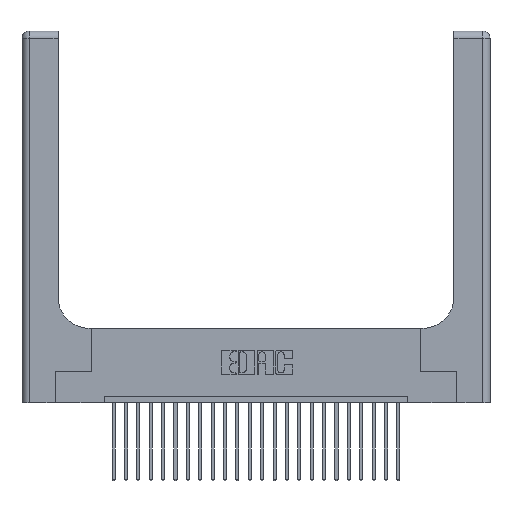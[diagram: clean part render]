
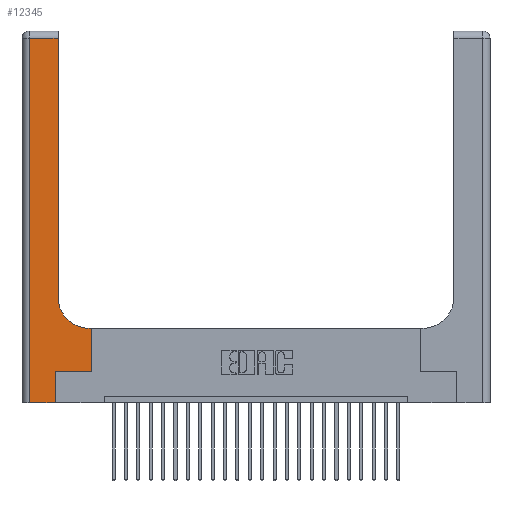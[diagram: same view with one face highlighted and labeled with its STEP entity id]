
A CAD part, top view. The second image highlights one B-rep face of the part: STEP entity #12345.
In plain terms, the highlighted planar face has unit normal (0, 0, 1).
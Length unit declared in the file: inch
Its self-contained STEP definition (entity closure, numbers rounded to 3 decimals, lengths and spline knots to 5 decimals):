
#112 = DIRECTION ( 'NONE',  ( 1., 0., 0. ) ) ;
#355 = CARTESIAN_POINT ( 'NONE',  ( 0.06, 0., 0.37 ) ) ;
#376 = DIRECTION ( 'NONE',  ( -1., 0., 0. ) ) ;
#502 = FACE_OUTER_BOUND ( 'NONE', #24118, .T. ) ;
#634 = VECTOR ( 'NONE', #10850, 39.37008 ) ;
#877 = DIRECTION ( 'NONE',  ( 1., 0., 0. ) ) ;
#1471 = CARTESIAN_POINT ( 'NONE',  ( 0.2915, 0.6, 0.37 ) ) ;
#2593 = CARTESIAN_POINT ( 'NONE',  ( 0.2915, 0.85, 0.37 ) ) ;
#2846 = ORIENTED_EDGE ( 'NONE', *, *, #6856, .T. ) ;
#3074 = VERTEX_POINT ( 'NONE', #355 ) ;
#3221 = DIRECTION ( 'NONE',  ( 0., -1., 0. ) ) ;
#4034 = EDGE_CURVE ( 'NONE', #3074, #17176, #22751, .T. ) ;
#4082 = VECTOR ( 'NONE', #23548, 39.37008 ) ;
#4335 = LINE ( 'NONE', #19266, #16123 ) ;
#5438 = VERTEX_POINT ( 'NONE', #18052 ) ;
#5835 = VECTOR ( 'NONE', #17878, 39.37008 ) ;
#6856 = EDGE_CURVE ( 'NONE', #5438, #11413, #18871, .T. ) ;
#6948 = VECTOR ( 'NONE', #19078, 39.37008 ) ;
#7356 = VECTOR ( 'NONE', #17026, 39.37008 ) ;
#7508 = EDGE_CURVE ( 'NONE', #11413, #23493, #22870, .T. ) ;
#7641 = CARTESIAN_POINT ( 'NONE',  ( 0.5415, 0.85, 0.37 ) ) ;
#7694 = EDGE_CURVE ( 'NONE', #17176, #15455, #9567, .T. ) ;
#8553 = VERTEX_POINT ( 'NONE', #18853 ) ;
#9429 = CARTESIAN_POINT ( 'NONE',  ( 0., 2.94, 0.37 ) ) ;
#9567 = LINE ( 'NONE', #22823, #7356 ) ;
#9683 = DIRECTION ( 'NONE',  ( 1., 0., 0. ) ) ;
#9955 = PLANE ( 'NONE',  #24792 ) ;
#9991 = ORIENTED_EDGE ( 'NONE', *, *, #7694, .T. ) ;
#10081 = VECTOR ( 'NONE', #877, 39.37008 ) ;
#10097 = EDGE_CURVE ( 'NONE', #18907, #3074, #4335, .T. ) ;
#10213 = CARTESIAN_POINT ( 'NONE',  ( 0.269, 0., 0.37 ) ) ;
#10369 = ORIENTED_EDGE ( 'NONE', *, *, #23728, .T. ) ;
#10486 = DIRECTION ( 'NONE',  ( 0., 0., -1. ) ) ;
#10850 = DIRECTION ( 'NONE',  ( 0., 1., 0. ) ) ;
#11413 = VERTEX_POINT ( 'NONE', #2593 ) ;
#12017 = CARTESIAN_POINT ( 'NONE',  ( 0.06, 2.94, 0.37 ) ) ;
#12345 = ADVANCED_FACE ( 'NONE', ( #502 ), #9955, .F. ) ;
#13013 = ORIENTED_EDGE ( 'NONE', *, *, #18471, .T. ) ;
#13313 = ORIENTED_EDGE ( 'NONE', *, *, #25587, .T. ) ;
#13663 = DIRECTION ( 'NONE',  ( 0., 0., -1. ) ) ;
#13685 = VERTEX_POINT ( 'NONE', #15367 ) ;
#14050 = ORIENTED_EDGE ( 'NONE', *, *, #21809, .T. ) ;
#15157 = ORIENTED_EDGE ( 'NONE', *, *, #7508, .T. ) ;
#15367 = CARTESIAN_POINT ( 'NONE',  ( 0.5585, 0.6, 0.37 ) ) ;
#15455 = VERTEX_POINT ( 'NONE', #16183 ) ;
#16123 = VECTOR ( 'NONE', #3221, 39.37008 ) ;
#16183 = CARTESIAN_POINT ( 'NONE',  ( 0.269, 0.25, 0.37 ) ) ;
#17026 = DIRECTION ( 'NONE',  ( 0., 1., 0. ) ) ;
#17176 = VERTEX_POINT ( 'NONE', #10213 ) ;
#17456 = LINE ( 'NONE', #9429, #6948 ) ;
#17724 = AXIS2_PLACEMENT_3D ( 'NONE', #7641, #13663, #9683 ) ;
#17878 = DIRECTION ( 'NONE',  ( 0., 1., 0. ) ) ;
#18052 = CARTESIAN_POINT ( 'NONE',  ( 0.5415, 0.6, 0.37 ) ) ;
#18452 = LINE ( 'NONE', #23868, #18763 ) ;
#18471 = EDGE_CURVE ( 'NONE', #8553, #13685, #19190, .T. ) ;
#18763 = VECTOR ( 'NONE', #112, 39.37008 ) ;
#18853 = CARTESIAN_POINT ( 'NONE',  ( 0.5585, 0.25, 0.37 ) ) ;
#18871 = CIRCLE ( 'NONE', #17724, 0.25 ) ;
#18907 = VERTEX_POINT ( 'NONE', #12017 ) ;
#19078 = DIRECTION ( 'NONE',  ( -1., 0., 0. ) ) ;
#19190 = LINE ( 'NONE', #22192, #634 ) ;
#19266 = CARTESIAN_POINT ( 'NONE',  ( 0.06, 3., 0.37 ) ) ;
#20239 = CARTESIAN_POINT ( 'NONE',  ( 0.2915, 2.94, 0.37 ) ) ;
#21809 = EDGE_CURVE ( 'NONE', #15455, #8553, #18452, .T. ) ;
#22192 = CARTESIAN_POINT ( 'NONE',  ( 0.5585, 0.25, 0.37 ) ) ;
#22751 = LINE ( 'NONE', #24510, #10081 ) ;
#22823 = CARTESIAN_POINT ( 'NONE',  ( 0.269, 0., 0.37 ) ) ;
#22870 = LINE ( 'NONE', #23603, #5835 ) ;
#23493 = VERTEX_POINT ( 'NONE', #20239 ) ;
#23548 = DIRECTION ( 'NONE',  ( -1., 0., 0. ) ) ;
#23603 = CARTESIAN_POINT ( 'NONE',  ( 0.2915, 3., 0.37 ) ) ;
#23728 = EDGE_CURVE ( 'NONE', #23493, #18907, #17456, .T. ) ;
#23868 = CARTESIAN_POINT ( 'NONE',  ( 0.269, 0.25, 0.37 ) ) ;
#24118 = EDGE_LOOP ( 'NONE', ( #15157, #10369, #24230, #25519, #9991, #14050, #13013, #13313, #2846 ) ) ;
#24119 = CARTESIAN_POINT ( 'NONE',  ( 0., 3., 0.37 ) ) ;
#24230 = ORIENTED_EDGE ( 'NONE', *, *, #10097, .T. ) ;
#24232 = LINE ( 'NONE', #1471, #4082 ) ;
#24510 = CARTESIAN_POINT ( 'NONE',  ( 0., 0., 0.37 ) ) ;
#24792 = AXIS2_PLACEMENT_3D ( 'NONE', #24119, #10486, #376 ) ;
#25519 = ORIENTED_EDGE ( 'NONE', *, *, #4034, .T. ) ;
#25587 = EDGE_CURVE ( 'NONE', #13685, #5438, #24232, .T. ) ;
